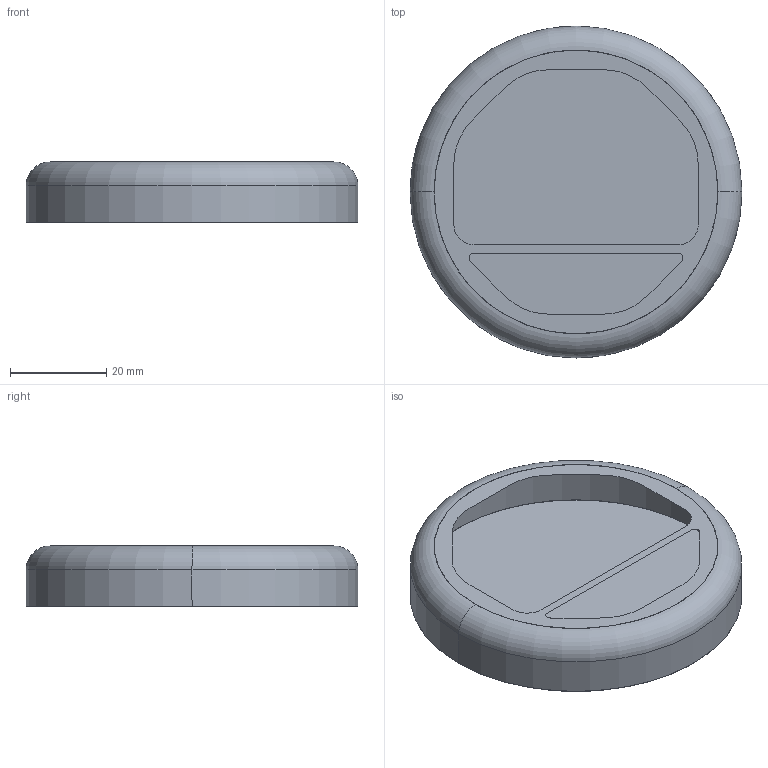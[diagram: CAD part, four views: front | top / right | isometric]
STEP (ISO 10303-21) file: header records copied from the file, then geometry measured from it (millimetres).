
FILE_DESCRIPTION((''),'2;1');
FILE_NAME('BFR-70mm-quick10cm SS.stp','2012-12-11T09:20:59',(''),(''),'Mechanical Desktop 2011','Mechanical Desktop 2011',', , ');
FILE_SCHEMA(('CONFIG_CONTROL_DESIGN'));
Length unit declared in the file: millimetre
Products named in the file (1): Product
Bounding box: 69 x 69 x 12.5 mm (x, y, z)
Surface area: 7659.4 mm2 (no closed solid volume)
Topology: 0 solids, 4 shells, 6 faces, 47 edges, 54 vertices
Faces by surface type: cylinder 2, torus 2, bspline 2
Entity records: 713 total; most frequent: CARTESIAN_POINT 348, DIRECTION 44, PCURVE 24, COMPOSITE_CURVE_SEGMENT 24, QUASI_UNIFORM_CURVE 20, AXIS2_PLACEMENT_3D 17, VERTEX_POINT 16, EDGE_CURVE 16
